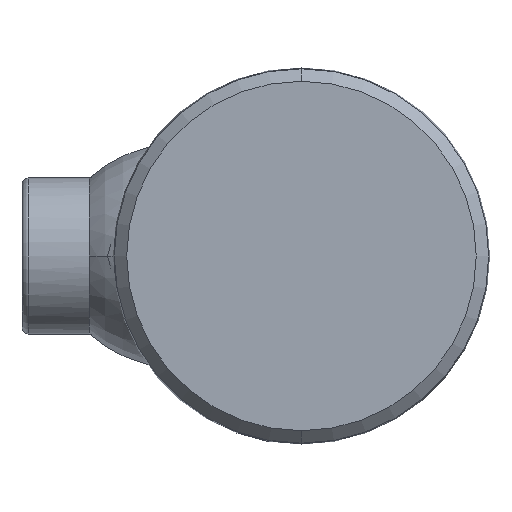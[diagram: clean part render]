
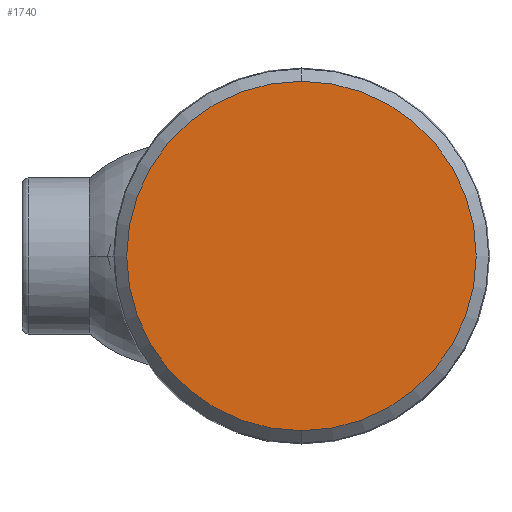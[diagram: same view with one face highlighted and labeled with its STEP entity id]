
A CAD part, left-side view. The second image highlights one B-rep face of the part: STEP entity #1740.
In plain terms, the highlighted planar face has unit normal (-1, 0, 0).
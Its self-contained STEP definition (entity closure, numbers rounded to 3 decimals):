
#49 = DIRECTION ( 'NONE',  ( 0., 0., -1. ) ) ;
#54 = DIRECTION ( 'NONE',  ( 1., 0., 0. ) ) ;
#73 = CIRCLE ( 'NONE', #126, 28. ) ;
#75 = CARTESIAN_POINT ( 'NONE',  ( 0., 0., 0. ) ) ;
#82 = PLANE ( 'NONE',  #3047 ) ;
#84 = AXIS2_PLACEMENT_3D ( 'NONE', #2511, #2508, #2507 ) ;
#126 = AXIS2_PLACEMENT_3D ( 'NONE', #2624, #2623, #2621 ) ;
#1013 = EDGE_CURVE ( 'NONE', #1801, #2890, #73, .T. ) ;
#1113 = EDGE_CURVE ( 'NONE', #2890, #1801, #1767, .T. ) ;
#1678 = ORIENTED_EDGE ( 'NONE', *, *, #1113, .T. ) ;
#1727 = ORIENTED_EDGE ( 'NONE', *, *, #1013, .T. ) ;
#1740 = ADVANCED_FACE ( 'NONE', ( #3001 ), #82, .F. ) ;
#1767 = CIRCLE ( 'NONE', #84, 28. ) ;
#1801 = VERTEX_POINT ( 'NONE', #2024 ) ;
#2024 = CARTESIAN_POINT ( 'NONE',  ( 0., 0., 28. ) ) ;
#2507 = DIRECTION ( 'NONE',  ( 0., 0., -1. ) ) ;
#2508 = DIRECTION ( 'NONE',  ( -1., 0., 0. ) ) ;
#2511 = CARTESIAN_POINT ( 'NONE',  ( 0., 0., 0. ) ) ;
#2621 = DIRECTION ( 'NONE',  ( 0., 0., -1. ) ) ;
#2623 = DIRECTION ( 'NONE',  ( -1., 0., 0. ) ) ;
#2624 = CARTESIAN_POINT ( 'NONE',  ( 0., 0., 0. ) ) ;
#2772 = EDGE_LOOP ( 'NONE', ( #1678, #1727 ) ) ;
#2839 = CARTESIAN_POINT ( 'NONE',  ( 0., 0., -28. ) ) ;
#2890 = VERTEX_POINT ( 'NONE', #2839 ) ;
#3001 = FACE_OUTER_BOUND ( 'NONE', #2772, .T. ) ;
#3047 = AXIS2_PLACEMENT_3D ( 'NONE', #75, #54, #49 ) ;
